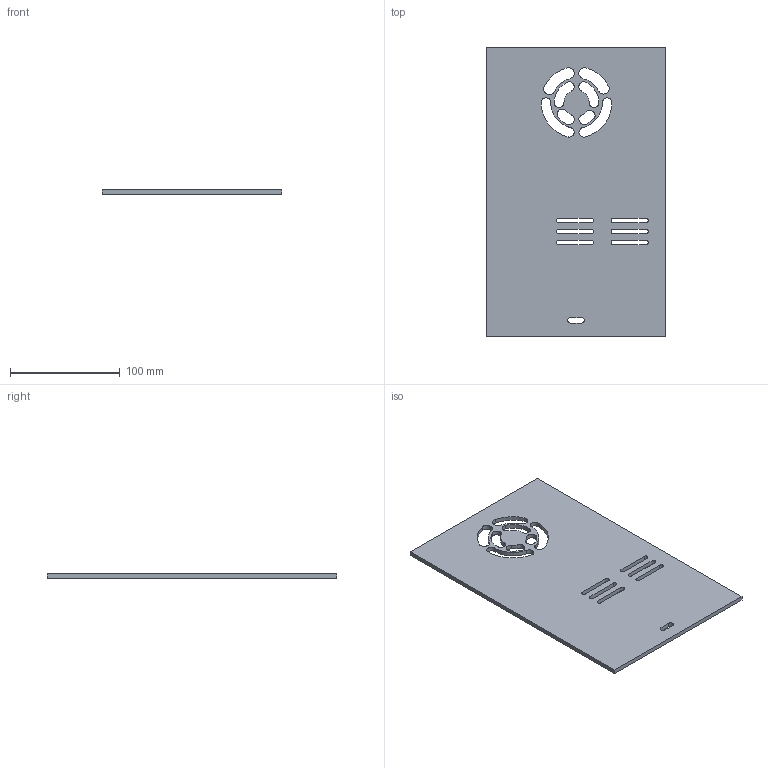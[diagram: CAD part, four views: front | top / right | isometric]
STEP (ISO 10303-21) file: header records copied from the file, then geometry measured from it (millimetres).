
FILE_DESCRIPTION (( 'STEP AP203' ), '1' );
FILE_NAME ('LRS 350 Lid.STEP', '2024-05-28T21:09:45', ( '' ), ( '' ), 'SwSTEP 2.0', 'SolidWorks 2024', '' );
FILE_SCHEMA (( 'CONFIG_CONTROL_DESIGN' ));
Length unit declared in the file: millimetre
Products named in the file (1): LRS 350 Lid
Bounding box: 164 x 264 x 4 mm (x, y, z)
Volume: 161250.2 mm3; surface area: 88238.5 mm2
Topology: 1 solids, 1 shells, 85 faces, 249 edges, 166 vertices
Faces by surface type: cylinder 63, plane 22
Entity records: 3026 total; most frequent: DIRECTION 547, CARTESIAN_POINT 501, ORIENTED_EDGE 498, EDGE_CURVE 249, AXIS2_PLACEMENT_3D 212, VERTEX_POINT 166, CIRCLE 126, LINE 123
